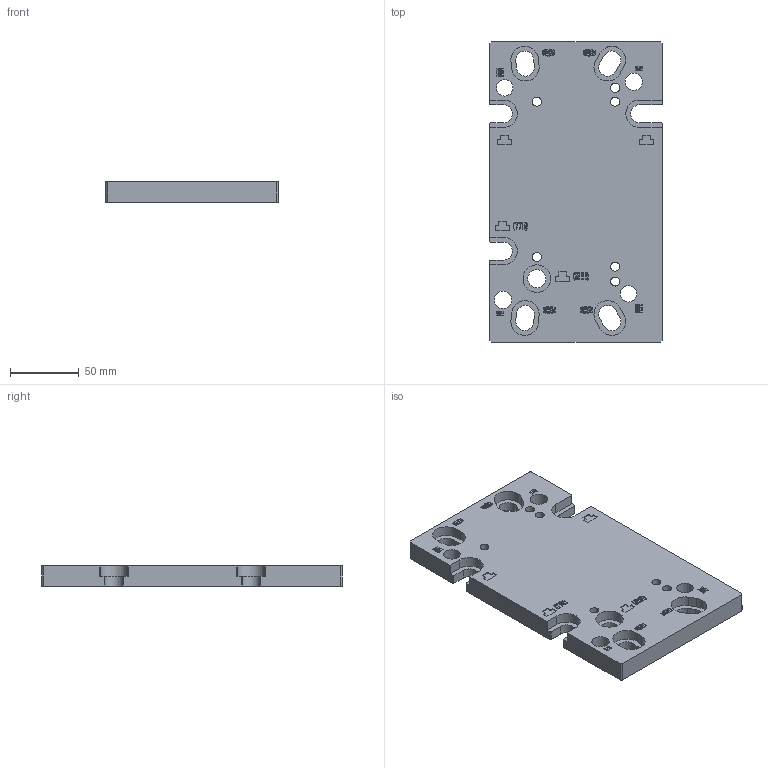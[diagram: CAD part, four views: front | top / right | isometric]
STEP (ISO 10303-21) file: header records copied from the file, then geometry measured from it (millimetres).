
FILE_DESCRIPTION(/* description */ (''),/* implementation_level */ '2;1');
FILE_NAME(/* name */ 'microARC4 Rev3.step',/* time_stamp */ '2023-09-11T12:58:43-04:00',/* author */ (''),/* organization */ (''),/* preprocessor_version */ 'ST-DEVELOPER v20',/* originating_system */ 'Autodesk Translation Framework v12.9.0.99',/* authorisation */ '');
FILE_SCHEMA (('AUTOMOTIVE_DESIGN { 1 0 10303 214 3 1 1 }'));
Length unit declared in the file: inch
Products named in the file (7): microARC4 Rev3; microARC Rev3; _SMW Logo v6; _SMW Logo v6_1; _SMW Logo v6_2; _SMW Logo v6_3; SMW
Assembly tree (9 placements, depth 3):
  microARC4 Rev3
    microARC Rev3
    _SMW Logo v6
      SMW
    _SMW Logo v6_1
      SMW
    _SMW Logo v6_2
      SMW
    _SMW Logo v6_3
      SMW
Bounding box: 125.48 x 218.89 x 14.61 mm (x, y, z)
Volume: 354673.2 mm3; surface area: 71056.9 mm2
Topology: 1 solids, 1 shells, 757 faces, 2124 edges, 1416 vertices
Faces by surface type: bspline 388, plane 299, cylinder 70
Full cylindrical faces by diameter (mm): 6.54 x3, 6.566 x3, 12.013 x2, 12.713 x2, 13.081 x1, 20.066 x1
Entity records: 32031 total; most frequent: CARTESIAN_POINT 15213, ORIENTED_EDGE 4248, EDGE_CURVE 2124, DIRECTION 2054, VERTEX_POINT 1416, LINE 1004, VECTOR 1004, B_SPLINE_CURVE_WITH_KNOTS 980
